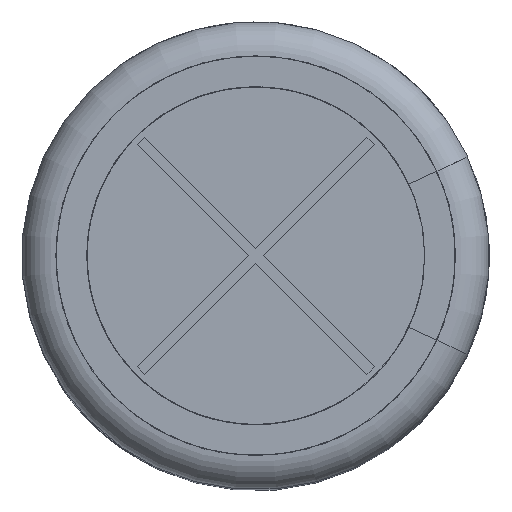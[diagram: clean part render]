
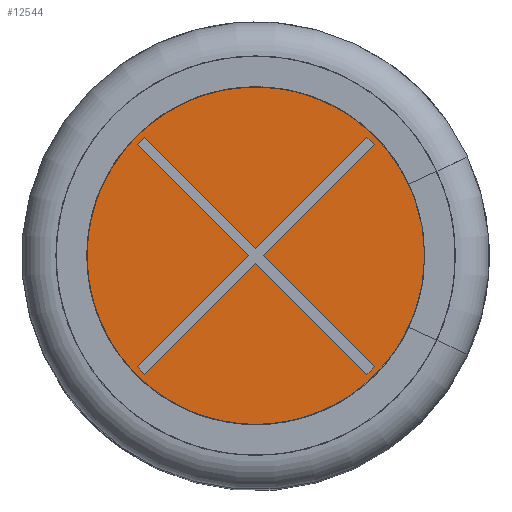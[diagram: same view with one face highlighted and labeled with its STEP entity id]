
A CAD part, top view. The second image highlights one B-rep face of the part: STEP entity #12544.
In plain terms, the highlighted planar face has unit normal (0, 0, 1).
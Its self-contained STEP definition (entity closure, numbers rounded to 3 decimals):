
#1059=LINE('',#25213,#1728);
#1062=LINE('',#25219,#1731);
#1064=LINE('',#25223,#1733);
#1066=LINE('',#25227,#1735);
#1068=LINE('',#25231,#1737);
#1070=LINE('',#25235,#1739);
#1072=LINE('',#25239,#1741);
#1074=LINE('',#25243,#1743);
#1076=LINE('',#25247,#1745);
#1078=LINE('',#25251,#1747);
#1080=LINE('',#25255,#1749);
#1082=LINE('',#25259,#1751);
#1728=VECTOR('',#15688,1000.);
#1731=VECTOR('',#15693,1000.);
#1733=VECTOR('',#15697,1000.);
#1735=VECTOR('',#15701,1000.);
#1737=VECTOR('',#15705,1000.);
#1739=VECTOR('',#15709,1000.);
#1741=VECTOR('',#15713,1000.);
#1743=VECTOR('',#15717,1000.);
#1745=VECTOR('',#15721,1000.);
#1747=VECTOR('',#15725,1000.);
#1749=VECTOR('',#15729,1000.);
#1751=VECTOR('',#15733,1000.);
#4358=ORIENTED_EDGE('',*,*,#5618,.T.);
#4359=ORIENTED_EDGE('',*,*,#5641,.T.);
#4360=ORIENTED_EDGE('',*,*,#5639,.T.);
#4361=ORIENTED_EDGE('',*,*,#5637,.T.);
#4362=ORIENTED_EDGE('',*,*,#5635,.T.);
#4363=ORIENTED_EDGE('',*,*,#5633,.T.);
#4364=ORIENTED_EDGE('',*,*,#5631,.T.);
#4365=ORIENTED_EDGE('',*,*,#5629,.T.);
#4366=ORIENTED_EDGE('',*,*,#5627,.T.);
#4367=ORIENTED_EDGE('',*,*,#5625,.T.);
#4368=ORIENTED_EDGE('',*,*,#5623,.T.);
#4369=ORIENTED_EDGE('',*,*,#5621,.T.);
#4370=ORIENTED_EDGE('',*,*,#5645,.F.);
#5618=EDGE_CURVE('',#6495,#6496,#1059,.T.);
#5621=EDGE_CURVE('',#6497,#6495,#1062,.T.);
#5623=EDGE_CURVE('',#6498,#6497,#1064,.T.);
#5625=EDGE_CURVE('',#6499,#6498,#1066,.T.);
#5627=EDGE_CURVE('',#6500,#6499,#1068,.T.);
#5629=EDGE_CURVE('',#6501,#6500,#1070,.T.);
#5631=EDGE_CURVE('',#6502,#6501,#1072,.T.);
#5633=EDGE_CURVE('',#6503,#6502,#1074,.T.);
#5635=EDGE_CURVE('',#6504,#6503,#1076,.T.);
#5637=EDGE_CURVE('',#6505,#6504,#1078,.T.);
#5639=EDGE_CURVE('',#6506,#6505,#1080,.T.);
#5641=EDGE_CURVE('',#6496,#6506,#1082,.T.);
#5645=EDGE_CURVE('',#6510,#6510,#6819,.T.);
#6495=VERTEX_POINT('',#25214);
#6496=VERTEX_POINT('',#25215);
#6497=VERTEX_POINT('',#25220);
#6498=VERTEX_POINT('',#25224);
#6499=VERTEX_POINT('',#25228);
#6500=VERTEX_POINT('',#25232);
#6501=VERTEX_POINT('',#25236);
#6502=VERTEX_POINT('',#25240);
#6503=VERTEX_POINT('',#25244);
#6504=VERTEX_POINT('',#25248);
#6505=VERTEX_POINT('',#25252);
#6506=VERTEX_POINT('',#25256);
#6510=VERTEX_POINT('',#25270);
#6819=CIRCLE('',#13395,5.554);
#7440=EDGE_LOOP('',(#4358,#4359,#4360,#4361,#4362,#4363,#4364,#4365,#4366,
#4367,#4368,#4369));
#7441=EDGE_LOOP('',(#4370));
#8070=FACE_BOUND('',#7440,.T.);
#8071=FACE_BOUND('',#7441,.T.);
#8402=PLANE('',#13396);
#12544=ADVANCED_FACE('',(#8070,#8071),#8402,.T.);
#13395=AXIS2_PLACEMENT_3D('',#25269,#15746,#15747);
#13396=AXIS2_PLACEMENT_3D('',#25271,#15748,#15749);
#15688=DIRECTION('',(0.707,0.707,0.));
#15693=DIRECTION('',(-0.707,0.707,0.));
#15697=DIRECTION('',(0.707,0.707,0.));
#15701=DIRECTION('',(-0.707,0.707,0.));
#15705=DIRECTION('',(-0.707,-0.707,0.));
#15709=DIRECTION('',(-0.707,0.707,0.));
#15713=DIRECTION('',(-0.707,-0.707,0.));
#15717=DIRECTION('',(0.707,-0.707,0.));
#15721=DIRECTION('',(-0.707,-0.707,0.));
#15725=DIRECTION('',(0.707,-0.707,0.));
#15729=DIRECTION('',(0.707,0.707,0.));
#15733=DIRECTION('',(0.707,-0.707,0.));
#15746=DIRECTION('',(0.,0.,-1.));
#15747=DIRECTION('',(-1.,0.,0.));
#15748=DIRECTION('',(0.,0.,1.));
#15749=DIRECTION('',(1.,0.,0.));
#25213=CARTESIAN_POINT('',(-3.088,3.292,19.78));
#25214=CARTESIAN_POINT('',(-3.292,3.088,19.78));
#25215=CARTESIAN_POINT('',(-3.088,3.292,19.78));
#25219=CARTESIAN_POINT('',(-0.204,0.,19.78));
#25220=CARTESIAN_POINT('',(-0.204,0.,19.78));
#25223=CARTESIAN_POINT('',(-0.204,0.,19.78));
#25224=CARTESIAN_POINT('',(-3.292,-3.088,19.78));
#25227=CARTESIAN_POINT('',(-3.088,-3.292,19.78));
#25228=CARTESIAN_POINT('',(-3.088,-3.292,19.78));
#25231=CARTESIAN_POINT('',(0.,-0.204,19.78));
#25232=CARTESIAN_POINT('',(0.,-0.204,19.78));
#25235=CARTESIAN_POINT('',(0.,-0.204,19.78));
#25236=CARTESIAN_POINT('',(3.088,-3.292,19.78));
#25239=CARTESIAN_POINT('',(3.292,-3.088,19.78));
#25240=CARTESIAN_POINT('',(3.292,-3.088,19.78));
#25243=CARTESIAN_POINT('',(0.204,0.,19.78));
#25244=CARTESIAN_POINT('',(0.204,0.,19.78));
#25247=CARTESIAN_POINT('',(0.204,0.,19.78));
#25248=CARTESIAN_POINT('',(3.292,3.088,19.78));
#25251=CARTESIAN_POINT('',(3.292,3.088,19.78));
#25252=CARTESIAN_POINT('',(3.088,3.292,19.78));
#25255=CARTESIAN_POINT('',(0.,0.204,19.78));
#25256=CARTESIAN_POINT('',(0.,0.204,19.78));
#25259=CARTESIAN_POINT('',(0.,0.204,19.78));
#25269=CARTESIAN_POINT('',(0.,0.,19.78));
#25270=CARTESIAN_POINT('',(-5.554,0.,19.78));
#25271=CARTESIAN_POINT('',(-5.554,0.,19.78));
